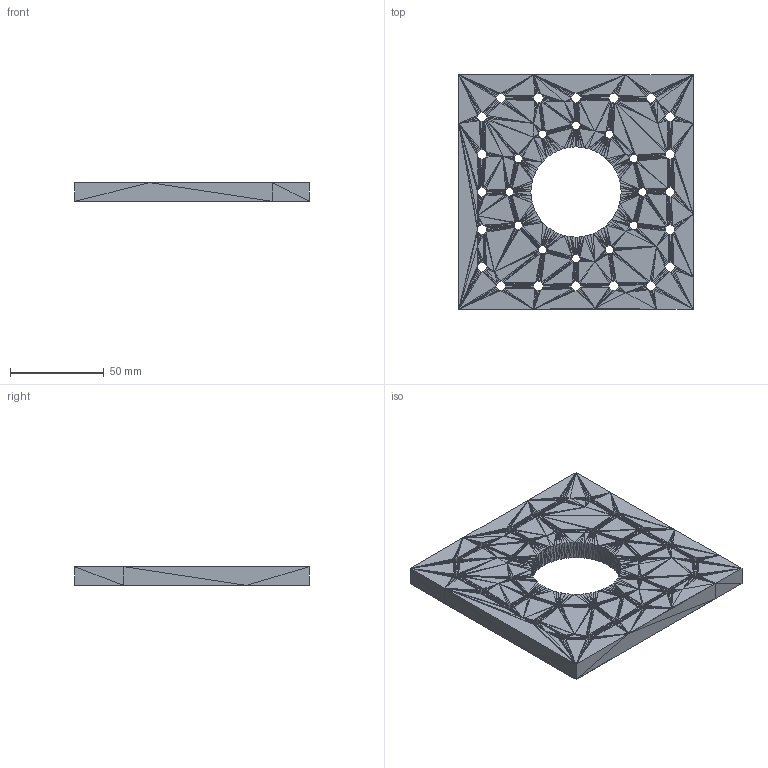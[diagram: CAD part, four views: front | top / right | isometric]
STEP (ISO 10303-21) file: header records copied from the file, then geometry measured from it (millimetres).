
FILE_DESCRIPTION(('STEP AP214'),'1');
FILE_NAME('Harmonic mount.stp','2024-12-04T15:53:58',(' '),(' '),'Spatial InterOp 3D',' ',' ');
FILE_SCHEMA(('automotive_design'));
Length unit declared in the file: metre
Products named in the file (1): Root
Bounding box: 125 x 125 x 10 mm (x, y, z)
Surface area: 37812.6 mm2 (no closed solid volume)
Topology: 0 solids, 4068 shells, 4068 faces, 12204 edges, 7212 vertices
Faces by surface type: plane 4068
Entity records: 136488 total; most frequent: DIRECTION 20342, ORIENTED_EDGE 12204, EDGE_CURVE 12204, LINE 12204, VECTOR 12204, CARTESIAN_POINT 7213, VERTEX_POINT 7212, AXIS2_PLACEMENT_3D 4069
